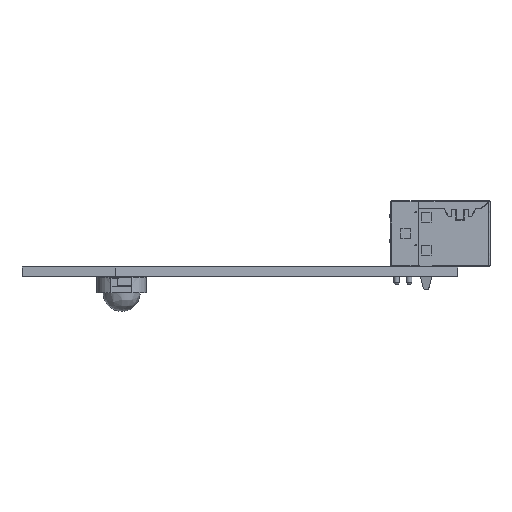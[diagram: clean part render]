
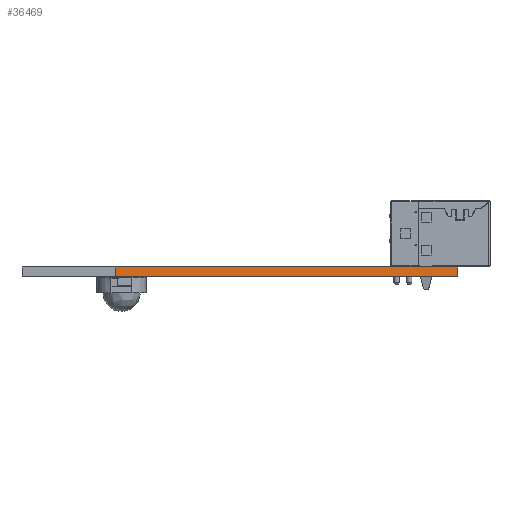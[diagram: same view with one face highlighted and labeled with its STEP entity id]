
A CAD part, left-side view. The second image highlights one B-rep face of the part: STEP entity #36469.
In plain terms, the highlighted planar face has unit normal (-0.993, -0.117, 0).
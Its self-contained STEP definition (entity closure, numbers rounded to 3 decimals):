
#34788 = PLANE('',#34789);
#34789 = AXIS2_PLACEMENT_3D('',#34790,#34791,#34792);
#34790 = CARTESIAN_POINT('',(25.,-33.028,1.6));
#34791 = DIRECTION('',(-0.,-0.,-1.));
#34792 = DIRECTION('',(-1.,0.,0.));
#34816 = PLANE('',#34817);
#34817 = AXIS2_PLACEMENT_3D('',#34818,#34819,#34820);
#34818 = CARTESIAN_POINT('',(25.,-70.,0.));
#34819 = DIRECTION('',(0.,-1.,0.));
#34820 = DIRECTION('',(-1.,0.,0.));
#34842 = PLANE('',#34843);
#34843 = AXIS2_PLACEMENT_3D('',#34844,#34845,#34846);
#34844 = CARTESIAN_POINT('',(25.,-33.028,0.));
#34845 = DIRECTION('',(-0.,-0.,-1.));
#34846 = DIRECTION('',(-1.,0.,0.));
#34935 = VERTEX_POINT('',#34936);
#34936 = CARTESIAN_POINT('',(6.5,-70.,1.6));
#34957 = EDGE_CURVE('',#34958,#34935,#34960,.T.);
#34958 = VERTEX_POINT('',#34959);
#34959 = CARTESIAN_POINT('',(6.5,-70.,0.));
#34960 = SURFACE_CURVE('',#34961,(#34965,#34972),.PCURVE_S1.);
#34961 = LINE('',#34962,#34963);
#34962 = CARTESIAN_POINT('',(6.5,-70.,0.));
#34963 = VECTOR('',#34964,1.);
#34964 = DIRECTION('',(0.,0.,1.));
#34965 = PCURVE('',#34816,#34966);
#34966 = DEFINITIONAL_REPRESENTATION('',(#34967),#34971);
#34967 = LINE('',#34968,#34969);
#34968 = CARTESIAN_POINT('',(18.5,0.));
#34969 = VECTOR('',#34970,1.);
#34970 = DIRECTION('',(0.,-1.));
#34971 = ( GEOMETRIC_REPRESENTATION_CONTEXT(2) 
PARAMETRIC_REPRESENTATION_CONTEXT() REPRESENTATION_CONTEXT('2D SPACE',''
  ) );
#34972 = PCURVE('',#34973,#34978);
#34973 = PLANE('',#34974);
#34974 = AXIS2_PLACEMENT_3D('',#34975,#34976,#34977);
#34975 = CARTESIAN_POINT('',(6.5,-70.,0.));
#34976 = DIRECTION('',(-0.993,-0.117,0.));
#34977 = DIRECTION('',(-0.117,0.993,0.));
#34978 = DEFINITIONAL_REPRESENTATION('',(#34979),#34983);
#34979 = LINE('',#34980,#34981);
#34980 = CARTESIAN_POINT('',(0.,0.));
#34981 = VECTOR('',#34982,1.);
#34982 = DIRECTION('',(0.,-1.));
#34983 = ( GEOMETRIC_REPRESENTATION_CONTEXT(2) 
PARAMETRIC_REPRESENTATION_CONTEXT() REPRESENTATION_CONTEXT('2D SPACE',''
  ) );
#35011 = EDGE_CURVE('',#34958,#35012,#35014,.T.);
#35012 = VERTEX_POINT('',#35013);
#35013 = CARTESIAN_POINT('',(0.,-15.,0.));
#35014 = SURFACE_CURVE('',#35015,(#35019,#35026),.PCURVE_S1.);
#35015 = LINE('',#35016,#35017);
#35016 = CARTESIAN_POINT('',(6.5,-70.,0.));
#35017 = VECTOR('',#35018,1.);
#35018 = DIRECTION('',(-0.117,0.993,0.));
#35019 = PCURVE('',#34842,#35020);
#35020 = DEFINITIONAL_REPRESENTATION('',(#35021),#35025);
#35021 = LINE('',#35022,#35023);
#35022 = CARTESIAN_POINT('',(18.5,-36.972));
#35023 = VECTOR('',#35024,1.);
#35024 = DIRECTION('',(0.117,0.993));
#35025 = ( GEOMETRIC_REPRESENTATION_CONTEXT(2) 
PARAMETRIC_REPRESENTATION_CONTEXT() REPRESENTATION_CONTEXT('2D SPACE',''
  ) );
#35026 = PCURVE('',#34973,#35027);
#35027 = DEFINITIONAL_REPRESENTATION('',(#35028),#35032);
#35028 = LINE('',#35029,#35030);
#35029 = CARTESIAN_POINT('',(0.,0.));
#35030 = VECTOR('',#35031,1.);
#35031 = DIRECTION('',(1.,0.));
#35032 = ( GEOMETRIC_REPRESENTATION_CONTEXT(2) 
PARAMETRIC_REPRESENTATION_CONTEXT() REPRESENTATION_CONTEXT('2D SPACE',''
  ) );
#35050 = PLANE('',#35051);
#35051 = AXIS2_PLACEMENT_3D('',#35052,#35053,#35054);
#35052 = CARTESIAN_POINT('',(0.,-15.,0.));
#35053 = DIRECTION('',(-1.,0.,0.));
#35054 = DIRECTION('',(0.,1.,0.));
#35782 = EDGE_CURVE('',#34935,#35783,#35785,.T.);
#35783 = VERTEX_POINT('',#35784);
#35784 = CARTESIAN_POINT('',(0.,-15.,1.6));
#35785 = SURFACE_CURVE('',#35786,(#35790,#35797),.PCURVE_S1.);
#35786 = LINE('',#35787,#35788);
#35787 = CARTESIAN_POINT('',(6.5,-70.,1.6));
#35788 = VECTOR('',#35789,1.);
#35789 = DIRECTION('',(-0.117,0.993,0.));
#35790 = PCURVE('',#34788,#35791);
#35791 = DEFINITIONAL_REPRESENTATION('',(#35792),#35796);
#35792 = LINE('',#35793,#35794);
#35793 = CARTESIAN_POINT('',(18.5,-36.972));
#35794 = VECTOR('',#35795,1.);
#35795 = DIRECTION('',(0.117,0.993));
#35796 = ( GEOMETRIC_REPRESENTATION_CONTEXT(2) 
PARAMETRIC_REPRESENTATION_CONTEXT() REPRESENTATION_CONTEXT('2D SPACE',''
  ) );
#35797 = PCURVE('',#34973,#35798);
#35798 = DEFINITIONAL_REPRESENTATION('',(#35799),#35803);
#35799 = LINE('',#35800,#35801);
#35800 = CARTESIAN_POINT('',(0.,-1.6));
#35801 = VECTOR('',#35802,1.);
#35802 = DIRECTION('',(1.,0.));
#35803 = ( GEOMETRIC_REPRESENTATION_CONTEXT(2) 
PARAMETRIC_REPRESENTATION_CONTEXT() REPRESENTATION_CONTEXT('2D SPACE',''
  ) );
#36469 = ADVANCED_FACE('',(#36470),#34973,.T.);
#36470 = FACE_BOUND('',#36471,.T.);
#36471 = EDGE_LOOP('',(#36472,#36473,#36474,#36495));
#36472 = ORIENTED_EDGE('',*,*,#34957,.T.);
#36473 = ORIENTED_EDGE('',*,*,#35782,.T.);
#36474 = ORIENTED_EDGE('',*,*,#36475,.F.);
#36475 = EDGE_CURVE('',#35012,#35783,#36476,.T.);
#36476 = SURFACE_CURVE('',#36477,(#36481,#36488),.PCURVE_S1.);
#36477 = LINE('',#36478,#36479);
#36478 = CARTESIAN_POINT('',(0.,-15.,0.));
#36479 = VECTOR('',#36480,1.);
#36480 = DIRECTION('',(0.,0.,1.));
#36481 = PCURVE('',#34973,#36482);
#36482 = DEFINITIONAL_REPRESENTATION('',(#36483),#36487);
#36483 = LINE('',#36484,#36485);
#36484 = CARTESIAN_POINT('',(55.383,0.));
#36485 = VECTOR('',#36486,1.);
#36486 = DIRECTION('',(0.,-1.));
#36487 = ( GEOMETRIC_REPRESENTATION_CONTEXT(2) 
PARAMETRIC_REPRESENTATION_CONTEXT() REPRESENTATION_CONTEXT('2D SPACE',''
  ) );
#36488 = PCURVE('',#35050,#36489);
#36489 = DEFINITIONAL_REPRESENTATION('',(#36490),#36494);
#36490 = LINE('',#36491,#36492);
#36491 = CARTESIAN_POINT('',(0.,0.));
#36492 = VECTOR('',#36493,1.);
#36493 = DIRECTION('',(0.,-1.));
#36494 = ( GEOMETRIC_REPRESENTATION_CONTEXT(2) 
PARAMETRIC_REPRESENTATION_CONTEXT() REPRESENTATION_CONTEXT('2D SPACE',''
  ) );
#36495 = ORIENTED_EDGE('',*,*,#35011,.F.);
